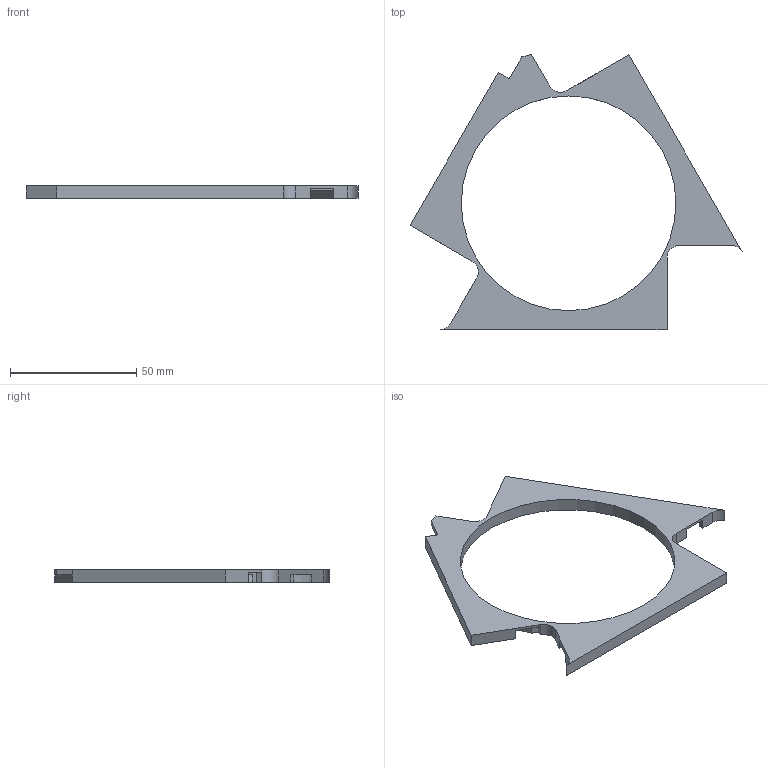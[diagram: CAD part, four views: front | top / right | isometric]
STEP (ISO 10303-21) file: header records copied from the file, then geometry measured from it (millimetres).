
FILE_DESCRIPTION( ('This file contains a STEP AP42 implementation' ,'as created by ZW3D STEP Interface translator.' ,'') ,'2;1' );
FILE_NAME( '菁釱裔啣.stp' ,'25 121.21 036', (''), ('ZWCAD Software Co.'), 'Version 1.0', 'ZW3D to STEP translator', '' );
FILE_SCHEMA(('AUTOMOTIVE_DESIGN { 1 0 10303 214 1 1 1 1 }'));
Length unit declared in the file: millimetre
Products named in the file (1): 0
Bounding box: 131.43 x 108.96 x 5 mm (x, y, z)
Volume: 10399.7 mm3; surface area: 12008.8 mm2
Topology: 1 solids, 1 shells, 64 faces, 229 edges, 215 vertices
Faces by surface type: plane 50, cylinder 14
Full cylindrical faces by diameter (mm): 85 x1
Entity records: 2424 total; most frequent: CARTESIAN_POINT 412, DIRECTION 382, ORIENTED_EDGE 368, VECTOR 190, LINE 190, EDGE_CURVE 184, VERTEX_POINT 122, AXIS2_PLACEMENT_3D 96
